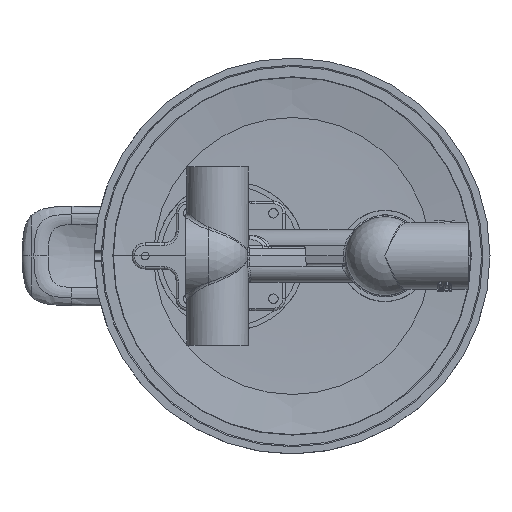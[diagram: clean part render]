
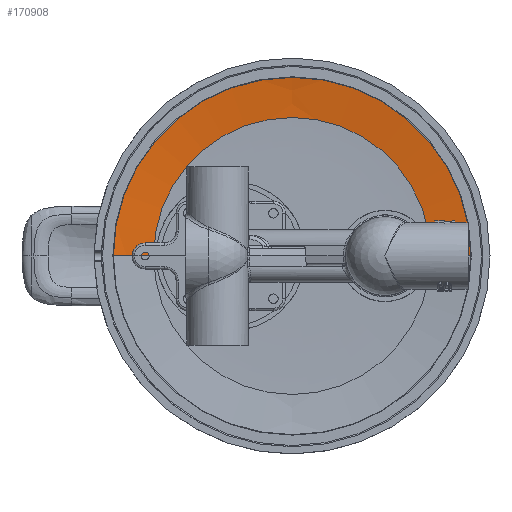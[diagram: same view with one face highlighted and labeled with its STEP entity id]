
A CAD part, front view. The second image highlights one B-rep face of the part: STEP entity #170908.
In plain terms, the highlighted free-form (B-spline) face has degree [3, 3] with [7, 4] control points.
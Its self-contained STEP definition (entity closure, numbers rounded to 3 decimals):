
#169737=CARTESIAN_POINT('',(0.,1.375,4.772));
#169738=DIRECTION('',(0.,0.,1.));
#169739=DIRECTION('',(0.,-1.,0.));
#169740=AXIS2_PLACEMENT_3D('',#169737,#169738,#169739);
#169742=CARTESIAN_POINT('',(0.,55.705,-93.01));
#169743=DIRECTION('',(-1.,0.,0.));
#169744=DIRECTION('',(0.,0.04,0.999));
#169745=AXIS2_PLACEMENT_3D('',#169742,#169743,#169744);
#169747=CARTESIAN_POINT('',(0.,-52.955,
-93.01));
#169748=DIRECTION('',(1.,0.,0.));
#169749=DIRECTION('',(0.,-0.04,0.999));
#169750=AXIS2_PLACEMENT_3D('',#169747,#169748,#169749);
#169773=CARTESIAN_POINT('',(0.,1.375,
6.91));
#169774=DIRECTION('',(0.,0.,1.));
#169775=DIRECTION('',(0.,-1.,0.));
#169776=AXIS2_PLACEMENT_3D('',#169773,#169774,#169775);
#170502=CARTESIAN_POINT('',(0.,59.7,6.91));
#170503=CARTESIAN_POINT('',(0.,-56.95,
6.91));
#170504=VERTEX_POINT('',#170502);
#170505=VERTEX_POINT('',#170503);
#170518=CARTESIAN_POINT('',(0.,76.649,4.772));
#170519=CARTESIAN_POINT('',(0.,-73.899,4.772));
#170520=VERTEX_POINT('',#170518);
#170521=VERTEX_POINT('',#170519);
#170870=CARTESIAN_POINT('',(-4.748,-74.084,
4.7));
#170871=CARTESIAN_POINT('',(-4.383,-68.295,
5.963));
#170872=CARTESIAN_POINT('',(-4.013,-62.415,
6.706));
#170873=CARTESIAN_POINT('',(-3.641,-56.494,
6.923));
#170874=CARTESIAN_POINT('',(41.69,-77.006,
4.7));
#170875=CARTESIAN_POINT('',(38.491,-70.992,
5.963));
#170876=CARTESIAN_POINT('',(35.243,-64.885,
6.706));
#170877=CARTESIAN_POINT('',(31.972,-58.734,
6.923));
#170878=CARTESIAN_POINT('',(75.609,-45.154,
4.7));
#170879=CARTESIAN_POINT('',(69.807,-41.584,
5.963));
#170880=CARTESIAN_POINT('',(63.917,-37.959,
6.706));
#170881=CARTESIAN_POINT('',(57.983,-34.308,
6.923));
#170882=CARTESIAN_POINT('',(75.609,1.375,
4.7));
#170883=CARTESIAN_POINT('',(69.807,1.375,
5.963));
#170884=CARTESIAN_POINT('',(63.917,1.375,
6.706));
#170885=CARTESIAN_POINT('',(57.983,1.375,
6.923));
#170886=CARTESIAN_POINT('',(75.609,47.904,
4.7));
#170887=CARTESIAN_POINT('',(69.807,44.334,
5.963));
#170888=CARTESIAN_POINT('',(63.917,40.709,
6.706));
#170889=CARTESIAN_POINT('',(57.983,37.058,
6.923));
#170890=CARTESIAN_POINT('',(41.69,79.756,
4.7));
#170891=CARTESIAN_POINT('',(38.491,73.742,
5.963));
#170892=CARTESIAN_POINT('',(35.243,67.635,
6.706));
#170893=CARTESIAN_POINT('',(31.972,61.484,
6.923));
#170894=CARTESIAN_POINT('',(-4.748,76.834,
4.7));
#170895=CARTESIAN_POINT('',(-4.383,71.045,
5.963));
#170896=CARTESIAN_POINT('',(-4.013,65.165,6.706));
#170897=CARTESIAN_POINT('',(-3.641,59.244,
6.923));
#170898=(BOUNDED_SURFACE()B_SPLINE_SURFACE(3,3,((#170870,#170871,#170872,
#170873),(#170874,#170875,#170876,#170877),(#170878,#170879,#170880,#170881),(
#170882,#170883,#170884,#170885),(#170886,#170887,#170888,#170889),(#170890,
#170891,#170892,#170893),(#170894,#170895,#170896,#170897)),.UNSPECIFIED.,.F.,
.F.,.F.)B_SPLINE_SURFACE_WITH_KNOTS((4,3,4),(4,4),(0.,1.,2.),(0.,1.),
.UNSPECIFIED.)GEOMETRIC_REPRESENTATION_ITEM()RATIONAL_B_SPLINE_SURFACE(((
1.19,1.186,1.186,1.19),(
0.939,0.937,0.937,0.939),(
0.939,0.937,0.937,0.939),(
1.19,1.186,1.186,1.19),(
0.939,0.937,0.937,0.939),(
0.939,0.937,0.937,0.939),(
1.19,1.186,1.186,1.19)))REPRESENTATION_ITEM('')SURFACE());
#170899=ORIENTED_EDGE('',*,*,#170864,.T.);
#170901=ORIENTED_EDGE('',*,*,#170900,.F.);
#170903=ORIENTED_EDGE('',*,*,#170902,.F.);
#170905=ORIENTED_EDGE('',*,*,#170904,.T.);
#170906=EDGE_LOOP('',(#170899,#170901,#170903,#170905));
#170907=FACE_OUTER_BOUND('',#170906,.F.);
#170908=ADVANCED_FACE('',(#170907),#170898,.F.);
#169741=CIRCLE('',#169740,75.274);
#169746=CIRCLE('',#169745,100.);
#169751=CIRCLE('',#169750,100.);
#169777=CIRCLE('',#169776,58.325);
#170864=EDGE_CURVE('',#170521,#170520,#169741,.T.);
#170900=EDGE_CURVE('',#170504,#170520,#169746,.T.);
#170902=EDGE_CURVE('',#170505,#170504,#169777,.T.);
#170904=EDGE_CURVE('',#170505,#170521,#169751,.T.);
